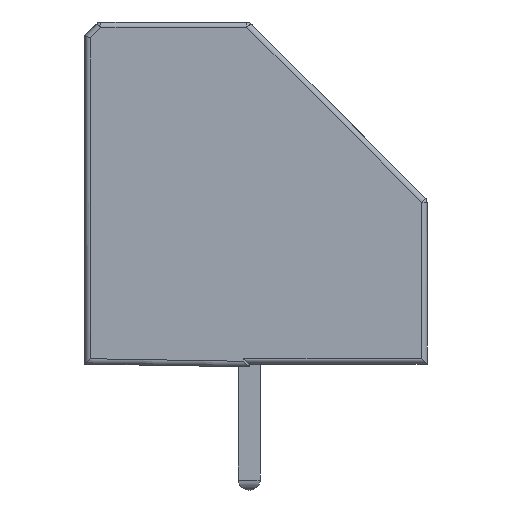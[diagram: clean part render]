
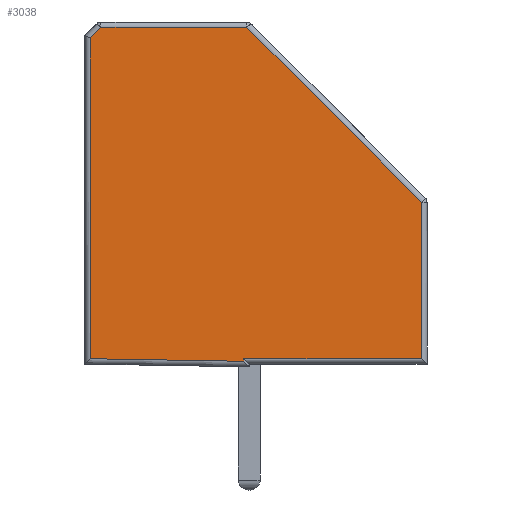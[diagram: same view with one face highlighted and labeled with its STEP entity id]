
A CAD part, left-side view. The second image highlights one B-rep face of the part: STEP entity #3038.
In plain terms, the highlighted planar face has unit normal (-1, 0, 0).
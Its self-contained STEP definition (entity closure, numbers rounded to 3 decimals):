
#13=DIRECTION('',(0.,0.,1.));
#28=VECTOR('',#29,1.);
#29=DIRECTION('',(0.,0.707,0.707));
#438=DIRECTION('',(0.,-1.,0.));
#501=VECTOR('',#502,1.);
#502=DIRECTION('',(0.,0.,-1.));
#509=VECTOR('',#510,1.);
#510=DIRECTION('',(0.,-1.,-0.017));
#517=VECTOR('',#13,1.);
#524=VECTOR('',#438,1.);
#536=VECTOR('',#537,1.);
#537=DIRECTION('',(0.,1.,0.));
#542=VECTOR('',#543,1.);
#543=DIRECTION('',(0.,0.707,-0.707));
#547=DIRECTION('',(-1.,0.,0.));
#548=DIRECTION('',(0.,-1.,0.));
#587=VERTEX_POINT('',#588);
#588=CARTESIAN_POINT('',(-2.5,0.083,12.4));
#598=EDGE_CURVE('',#599,#587,#601,.T.);
#599=VERTEX_POINT('',#600);
#600=CARTESIAN_POINT('',(-2.5,-6.3,6.017));
#601=LINE('',#602,#28);
#602=CARTESIAN_POINT('',(-2.5,-6.359,5.959));
#3038=ADVANCED_FACE('',(#3039),#3082,.T.);
#3039=FACE_BOUND('',#3040,.T.);
#3040=EDGE_LOOP('',(#3041,#3049,#3055,#3061,#3065,#3066,#3072,#3078));
#3041=ORIENTED_EDGE('',*,*,#3042,.T.);
#3042=EDGE_CURVE('',#3043,#3045,#3047,.T.);
#3043=VERTEX_POINT('',#3044);
#3044=CARTESIAN_POINT('',(-2.5,5.8,0.297));
#3045=VERTEX_POINT('',#3046);
#3046=CARTESIAN_POINT('',(-2.5,0.2,0.203));
#3047=LINE('',#3048,#509);
#3048=CARTESIAN_POINT('',(-2.5,5.997,0.3));
#3049=ORIENTED_EDGE('',*,*,#3050,.T.);
#3050=EDGE_CURVE('',#3045,#3051,#3053,.T.);
#3051=VERTEX_POINT('',#3052);
#3052=CARTESIAN_POINT('',(-2.5,0.2,0.3));
#3053=LINE('',#3054,#517);
#3054=CARTESIAN_POINT('',(-2.5,0.2,0.));
#3055=ORIENTED_EDGE('',*,*,#3056,.T.);
#3056=EDGE_CURVE('',#3051,#3057,#3059,.T.);
#3057=VERTEX_POINT('',#3058);
#3058=CARTESIAN_POINT('',(-2.5,-6.3,0.3));
#3059=LINE('',#3060,#524);
#3060=CARTESIAN_POINT('',(-2.5,0.,0.3));
#3061=ORIENTED_EDGE('',*,*,#3062,.T.);
#3062=EDGE_CURVE('',#3057,#599,#3063,.T.);
#3063=LINE('',#3064,#517);
#3064=CARTESIAN_POINT('',(-2.5,-6.3,0.1));
#3065=ORIENTED_EDGE('',*,*,#598,.T.);
#3066=ORIENTED_EDGE('',*,*,#3067,.T.);
#3067=EDGE_CURVE('',#587,#3068,#3070,.T.);
#3068=VERTEX_POINT('',#3069);
#3069=CARTESIAN_POINT('',(-2.5,5.417,12.4));
#3070=LINE('',#3071,#536);
#3071=CARTESIAN_POINT('',(-2.5,0.,12.4));
#3072=ORIENTED_EDGE('',*,*,#3073,.T.);
#3073=EDGE_CURVE('',#3068,#3074,#3076,.T.);
#3074=VERTEX_POINT('',#3075);
#3075=CARTESIAN_POINT('',(-2.5,5.8,12.017));
#3076=LINE('',#3077,#542);
#3077=CARTESIAN_POINT('',(-2.5,5.359,12.459));
#3078=ORIENTED_EDGE('',*,*,#3079,.T.);
#3079=EDGE_CURVE('',#3074,#3043,#3080,.T.);
#3080=LINE('',#3081,#501);
#3081=CARTESIAN_POINT('',(-2.5,5.8,12.1));
#3082=PLANE('',#3083);
#3083=AXIS2_PLACEMENT_3D('',#3084,#547,#548);
#3084=CARTESIAN_POINT('',(-2.5,0.417,5.581));
